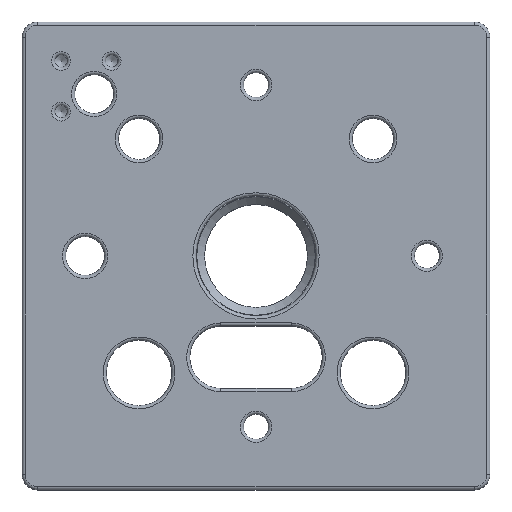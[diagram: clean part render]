
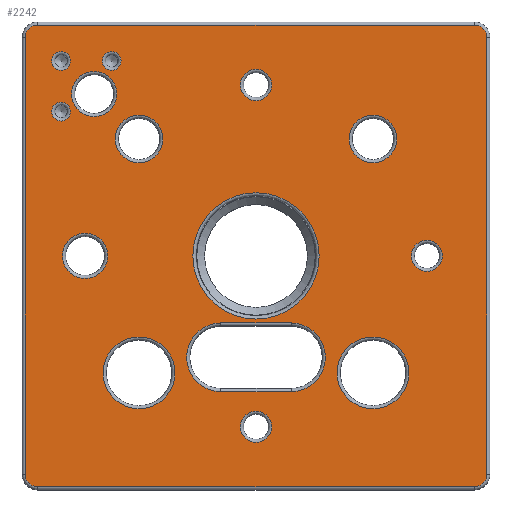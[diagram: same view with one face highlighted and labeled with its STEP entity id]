
A CAD part, top view. The second image highlights one B-rep face of the part: STEP entity #2242.
In plain terms, the highlighted planar face has unit normal (0, 0, 1).
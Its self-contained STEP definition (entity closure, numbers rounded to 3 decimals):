
#35=FACE_BOUND('',#623,.T.);
#36=FACE_BOUND('',#624,.T.);
#37=FACE_BOUND('',#625,.T.);
#38=FACE_BOUND('',#626,.T.);
#39=FACE_BOUND('',#627,.T.);
#40=FACE_BOUND('',#628,.T.);
#41=FACE_BOUND('',#629,.T.);
#42=FACE_BOUND('',#630,.T.);
#43=FACE_BOUND('',#631,.T.);
#44=FACE_BOUND('',#632,.T.);
#45=FACE_BOUND('',#633,.T.);
#46=FACE_BOUND('',#634,.T.);
#47=FACE_BOUND('',#635,.T.);
#48=FACE_BOUND('',#636,.T.);
#70=PLANE('',#2416);
#106=LINE('',#3550,#257);
#108=LINE('',#3562,#259);
#110=LINE('',#3574,#261);
#112=LINE('',#3583,#263);
#124=LINE('',#3613,#275);
#125=LINE('',#3617,#276);
#257=VECTOR('',#2735,10.);
#259=VECTOR('',#2749,10.);
#261=VECTOR('',#2763,10.);
#263=VECTOR('',#2775,10.);
#275=VECTOR('',#2801,10.);
#276=VECTOR('',#2804,10.);
#480=FACE_OUTER_BOUND('',#622,.T.);
#622=EDGE_LOOP('',(#1560,#1561,#1562,#1563,#1564,#1565,#1566,#1567));
#623=EDGE_LOOP('',(#1568,#1569,#1570,#1571));
#624=EDGE_LOOP('',(#1572));
#625=EDGE_LOOP('',(#1573));
#626=EDGE_LOOP('',(#1574));
#627=EDGE_LOOP('',(#1575));
#628=EDGE_LOOP('',(#1576));
#629=EDGE_LOOP('',(#1577));
#630=EDGE_LOOP('',(#1578));
#631=EDGE_LOOP('',(#1579));
#632=EDGE_LOOP('',(#1580));
#633=EDGE_LOOP('',(#1581));
#634=EDGE_LOOP('',(#1582));
#635=EDGE_LOOP('',(#1583));
#636=EDGE_LOOP('',(#1584));
#786=CIRCLE('',#2388,1.6);
#792=CIRCLE('',#2396,1.6);
#796=CIRCLE('',#2402,1.6);
#800=CIRCLE('',#2408,1.6);
#803=CIRCLE('',#2417,4.4);
#804=CIRCLE('',#2418,4.4);
#805=CIRCLE('',#2419,3.05);
#806=CIRCLE('',#2420,4.6);
#807=CIRCLE('',#2421,2.);
#808=CIRCLE('',#2422,2.);
#809=CIRCLE('',#2423,1.2);
#810=CIRCLE('',#2424,2.9);
#811=CIRCLE('',#2425,2.9);
#812=CIRCLE('',#2426,1.2);
#813=CIRCLE('',#2427,1.2);
#814=CIRCLE('',#2428,2.);
#815=CIRCLE('',#2429,4.6);
#816=CIRCLE('',#2430,3.05);
#817=CIRCLE('',#2431,8.1);
#960=VERTEX_POINT('',#3538);
#961=VERTEX_POINT('',#3540);
#963=VERTEX_POINT('',#3546);
#965=VERTEX_POINT('',#3552);
#967=VERTEX_POINT('',#3558);
#969=VERTEX_POINT('',#3564);
#971=VERTEX_POINT('',#3570);
#973=VERTEX_POINT('',#3576);
#984=VERTEX_POINT('',#3611);
#985=VERTEX_POINT('',#3612);
#986=VERTEX_POINT('',#3614);
#987=VERTEX_POINT('',#3616);
#988=VERTEX_POINT('',#3619);
#989=VERTEX_POINT('',#3621);
#990=VERTEX_POINT('',#3623);
#991=VERTEX_POINT('',#3625);
#992=VERTEX_POINT('',#3627);
#993=VERTEX_POINT('',#3629);
#994=VERTEX_POINT('',#3631);
#995=VERTEX_POINT('',#3633);
#996=VERTEX_POINT('',#3635);
#997=VERTEX_POINT('',#3637);
#998=VERTEX_POINT('',#3639);
#999=VERTEX_POINT('',#3641);
#1000=VERTEX_POINT('',#3643);
#1168=EDGE_CURVE('',#960,#961,#786,.T.);
#1173=EDGE_CURVE('',#961,#963,#106,.T.);
#1176=EDGE_CURVE('',#963,#965,#792,.T.);
#1179=EDGE_CURVE('',#965,#967,#108,.T.);
#1182=EDGE_CURVE('',#967,#969,#796,.T.);
#1185=EDGE_CURVE('',#969,#971,#110,.T.);
#1188=EDGE_CURVE('',#971,#973,#800,.T.);
#1190=EDGE_CURVE('',#973,#960,#112,.T.);
#1204=EDGE_CURVE('',#984,#985,#124,.T.);
#1205=EDGE_CURVE('',#986,#984,#803,.T.);
#1206=EDGE_CURVE('',#987,#986,#125,.T.);
#1207=EDGE_CURVE('',#985,#987,#804,.T.);
#1208=EDGE_CURVE('',#988,#988,#805,.T.);
#1209=EDGE_CURVE('',#989,#989,#806,.T.);
#1210=EDGE_CURVE('',#990,#990,#807,.T.);
#1211=EDGE_CURVE('',#991,#991,#808,.T.);
#1212=EDGE_CURVE('',#992,#992,#809,.T.);
#1213=EDGE_CURVE('',#993,#993,#810,.T.);
#1214=EDGE_CURVE('',#994,#994,#811,.T.);
#1215=EDGE_CURVE('',#995,#995,#812,.T.);
#1216=EDGE_CURVE('',#996,#996,#813,.T.);
#1217=EDGE_CURVE('',#997,#997,#814,.T.);
#1218=EDGE_CURVE('',#998,#998,#815,.T.);
#1219=EDGE_CURVE('',#999,#999,#816,.T.);
#1220=EDGE_CURVE('',#1000,#1000,#817,.T.);
#1560=ORIENTED_EDGE('',*,*,#1168,.F.);
#1561=ORIENTED_EDGE('',*,*,#1190,.F.);
#1562=ORIENTED_EDGE('',*,*,#1188,.F.);
#1563=ORIENTED_EDGE('',*,*,#1185,.F.);
#1564=ORIENTED_EDGE('',*,*,#1182,.F.);
#1565=ORIENTED_EDGE('',*,*,#1179,.F.);
#1566=ORIENTED_EDGE('',*,*,#1176,.F.);
#1567=ORIENTED_EDGE('',*,*,#1173,.F.);
#1568=ORIENTED_EDGE('',*,*,#1204,.F.);
#1569=ORIENTED_EDGE('',*,*,#1205,.F.);
#1570=ORIENTED_EDGE('',*,*,#1206,.F.);
#1571=ORIENTED_EDGE('',*,*,#1207,.F.);
#1572=ORIENTED_EDGE('',*,*,#1208,.F.);
#1573=ORIENTED_EDGE('',*,*,#1209,.F.);
#1574=ORIENTED_EDGE('',*,*,#1210,.F.);
#1575=ORIENTED_EDGE('',*,*,#1211,.F.);
#1576=ORIENTED_EDGE('',*,*,#1212,.F.);
#1577=ORIENTED_EDGE('',*,*,#1213,.F.);
#1578=ORIENTED_EDGE('',*,*,#1214,.F.);
#1579=ORIENTED_EDGE('',*,*,#1215,.F.);
#1580=ORIENTED_EDGE('',*,*,#1216,.F.);
#1581=ORIENTED_EDGE('',*,*,#1217,.F.);
#1582=ORIENTED_EDGE('',*,*,#1218,.F.);
#1583=ORIENTED_EDGE('',*,*,#1219,.F.);
#1584=ORIENTED_EDGE('',*,*,#1220,.F.);
#2242=ADVANCED_FACE('',(#480,#35,#36,#37,#38,#39,#40,#41,#42,#43,#44,#45,
#46,#47,#48),#70,.T.);
#2388=AXIS2_PLACEMENT_3D('',#3541,#2724,#2725);
#2396=AXIS2_PLACEMENT_3D('',#3556,#2742,#2743);
#2402=AXIS2_PLACEMENT_3D('',#3568,#2756,#2757);
#2408=AXIS2_PLACEMENT_3D('',#3580,#2770,#2771);
#2416=AXIS2_PLACEMENT_3D('',#3610,#2799,#2800);
#2417=AXIS2_PLACEMENT_3D('',#3615,#2802,#2803);
#2418=AXIS2_PLACEMENT_3D('',#3618,#2805,#2806);
#2419=AXIS2_PLACEMENT_3D('',#3620,#2807,#2808);
#2420=AXIS2_PLACEMENT_3D('',#3622,#2809,#2810);
#2421=AXIS2_PLACEMENT_3D('',#3624,#2811,#2812);
#2422=AXIS2_PLACEMENT_3D('',#3626,#2813,#2814);
#2423=AXIS2_PLACEMENT_3D('',#3628,#2815,#2816);
#2424=AXIS2_PLACEMENT_3D('',#3630,#2817,#2818);
#2425=AXIS2_PLACEMENT_3D('',#3632,#2819,#2820);
#2426=AXIS2_PLACEMENT_3D('',#3634,#2821,#2822);
#2427=AXIS2_PLACEMENT_3D('',#3636,#2823,#2824);
#2428=AXIS2_PLACEMENT_3D('',#3638,#2825,#2826);
#2429=AXIS2_PLACEMENT_3D('',#3640,#2827,#2828);
#2430=AXIS2_PLACEMENT_3D('',#3642,#2829,#2830);
#2431=AXIS2_PLACEMENT_3D('',#3644,#2831,#2832);
#2724=DIRECTION('center_axis',(0.,0.,-1.));
#2725=DIRECTION('ref_axis',(0.707,0.707,0.));
#2735=DIRECTION('',(0.,-1.,0.));
#2742=DIRECTION('center_axis',(0.,0.,-1.));
#2743=DIRECTION('ref_axis',(0.707,-0.707,0.));
#2749=DIRECTION('',(-1.,0.,0.));
#2756=DIRECTION('center_axis',(0.,0.,-1.));
#2757=DIRECTION('ref_axis',(-0.707,-0.707,0.));
#2763=DIRECTION('',(0.,1.,0.));
#2770=DIRECTION('center_axis',(0.,0.,-1.));
#2771=DIRECTION('ref_axis',(-0.707,0.707,0.));
#2775=DIRECTION('',(1.,0.,0.));
#2799=DIRECTION('center_axis',(0.,0.,1.));
#2800=DIRECTION('ref_axis',(1.,0.,0.));
#2801=DIRECTION('',(1.,0.,0.));
#2802=DIRECTION('center_axis',(0.,0.,1.));
#2803=DIRECTION('ref_axis',(-1.,0.,0.));
#2804=DIRECTION('',(-1.,0.,0.));
#2805=DIRECTION('center_axis',(0.,0.,1.));
#2806=DIRECTION('ref_axis',(1.,0.,0.));
#2807=DIRECTION('center_axis',(0.,0.,1.));
#2808=DIRECTION('ref_axis',(-1.,0.,0.));
#2809=DIRECTION('center_axis',(0.,0.,1.));
#2810=DIRECTION('ref_axis',(-1.,0.,0.));
#2811=DIRECTION('center_axis',(0.,0.,1.));
#2812=DIRECTION('ref_axis',(-1.,0.,0.));
#2813=DIRECTION('center_axis',(0.,0.,1.));
#2814=DIRECTION('ref_axis',(-1.,0.,0.));
#2815=DIRECTION('center_axis',(0.,0.,1.));
#2816=DIRECTION('ref_axis',(-1.,0.,0.));
#2817=DIRECTION('center_axis',(0.,0.,1.));
#2818=DIRECTION('ref_axis',(-1.,0.,0.));
#2819=DIRECTION('center_axis',(0.,0.,1.));
#2820=DIRECTION('ref_axis',(-1.,0.,0.));
#2821=DIRECTION('center_axis',(0.,0.,1.));
#2822=DIRECTION('ref_axis',(-1.,0.,0.));
#2823=DIRECTION('center_axis',(0.,0.,1.));
#2824=DIRECTION('ref_axis',(-1.,0.,0.));
#2825=DIRECTION('center_axis',(0.,0.,1.));
#2826=DIRECTION('ref_axis',(-1.,0.,0.));
#2827=DIRECTION('center_axis',(0.,0.,1.));
#2828=DIRECTION('ref_axis',(-1.,0.,0.));
#2829=DIRECTION('center_axis',(0.,0.,1.));
#2830=DIRECTION('ref_axis',(-1.,0.,0.));
#2831=DIRECTION('center_axis',(0.,0.,1.));
#2832=DIRECTION('ref_axis',(1.,0.,0.));
#3538=CARTESIAN_POINT('',(28.,29.6,0.));
#3540=CARTESIAN_POINT('',(29.6,28.,0.));
#3541=CARTESIAN_POINT('Origin',(28.,28.,0.));
#3546=CARTESIAN_POINT('',(29.6,-28.,0.));
#3550=CARTESIAN_POINT('',(29.6,15.,0.));
#3552=CARTESIAN_POINT('',(28.,-29.6,0.));
#3556=CARTESIAN_POINT('Origin',(28.,-28.,0.));
#3558=CARTESIAN_POINT('',(-28.,-29.6,0.));
#3562=CARTESIAN_POINT('',(15.,-29.6,0.));
#3564=CARTESIAN_POINT('',(-29.6,-28.,0.));
#3568=CARTESIAN_POINT('Origin',(-28.,-28.,0.));
#3570=CARTESIAN_POINT('',(-29.6,28.,0.));
#3574=CARTESIAN_POINT('',(-29.6,-15.,0.));
#3576=CARTESIAN_POINT('',(-28.,29.6,0.));
#3580=CARTESIAN_POINT('Origin',(-28.,28.,0.));
#3583=CARTESIAN_POINT('',(-15.,29.6,0.));
#3610=CARTESIAN_POINT('Origin',(0.,0.,0.));
#3611=CARTESIAN_POINT('',(-4.5,-17.4,0.));
#3612=CARTESIAN_POINT('',(4.5,-17.4,0.));
#3613=CARTESIAN_POINT('',(2.25,-17.4,0.));
#3614=CARTESIAN_POINT('',(-4.5,-8.6,0.));
#3615=CARTESIAN_POINT('Origin',(-4.5,-13.,0.));
#3616=CARTESIAN_POINT('',(4.5,-8.6,0.));
#3617=CARTESIAN_POINT('',(-2.25,-8.6,0.));
#3618=CARTESIAN_POINT('Origin',(4.5,-13.,0.));
#3619=CARTESIAN_POINT('',(18.05,15.,0.));
#3620=CARTESIAN_POINT('Origin',(15.,15.,0.));
#3621=CARTESIAN_POINT('',(19.6,-15.,0.));
#3622=CARTESIAN_POINT('Origin',(15.,-15.,0.));
#3623=CARTESIAN_POINT('',(23.92,0.,0.));
#3624=CARTESIAN_POINT('Origin',(21.92,0.,0.));
#3625=CARTESIAN_POINT('',(2.,-21.92,0.));
#3626=CARTESIAN_POINT('Origin',(0.,-21.92,
0.));
#3627=CARTESIAN_POINT('',(-17.3,25.,0.));
#3628=CARTESIAN_POINT('Origin',(-18.5,25.,0.));
#3629=CARTESIAN_POINT('',(-19.02,0.,0.));
#3630=CARTESIAN_POINT('Origin',(-21.92,0.,
0.));
#3631=CARTESIAN_POINT('',(-17.857,20.757,0.));
#3632=CARTESIAN_POINT('Origin',(-20.757,20.757,0.));
#3633=CARTESIAN_POINT('',(-23.8,25.,0.));
#3634=CARTESIAN_POINT('Origin',(-25.,25.,0.));
#3635=CARTESIAN_POINT('',(-23.8,18.5,0.));
#3636=CARTESIAN_POINT('Origin',(-25.,18.5,0.));
#3637=CARTESIAN_POINT('',(2.,21.92,0.));
#3638=CARTESIAN_POINT('Origin',(0.,21.92,0.));
#3639=CARTESIAN_POINT('',(-10.4,-15.,0.));
#3640=CARTESIAN_POINT('Origin',(-15.,-15.,0.));
#3641=CARTESIAN_POINT('',(-11.95,15.,0.));
#3642=CARTESIAN_POINT('Origin',(-15.,15.,0.));
#3643=CARTESIAN_POINT('',(8.1,0.,0.));
#3644=CARTESIAN_POINT('Origin',(0.,0.,0.));
